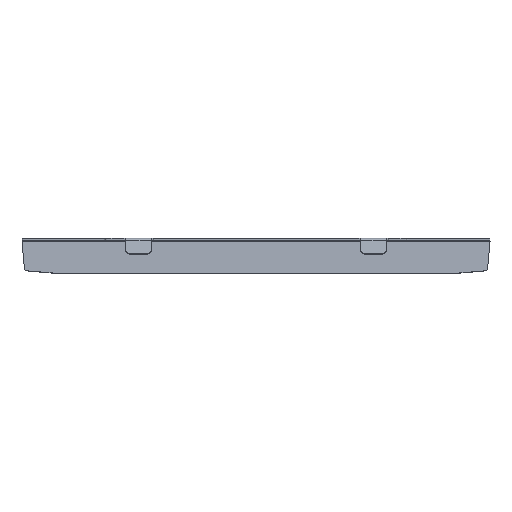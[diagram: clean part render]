
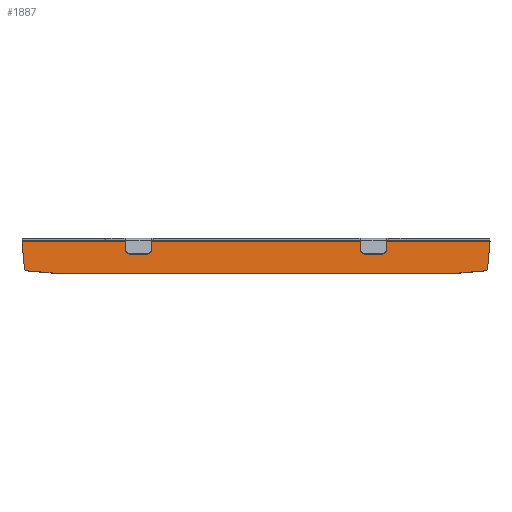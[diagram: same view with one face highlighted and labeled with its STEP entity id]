
A CAD part, front view. The second image highlights one B-rep face of the part: STEP entity #1887.
In plain terms, the highlighted planar face has unit normal (0, -0.996, 0.087).
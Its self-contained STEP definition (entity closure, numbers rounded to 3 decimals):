
#5 = VECTOR ( 'NONE', #786, 1000. ) ;
#64 = CIRCLE ( 'NONE', #206, 2. ) ;
#78 = DIRECTION ( 'NONE',  ( -0.996, -0.008, -0.087 ) ) ;
#92 = DIRECTION ( 'NONE',  ( 0., -0.996, 0.087 ) ) ;
#95 = VERTEX_POINT ( 'NONE', #1687 ) ;
#101 = CARTESIAN_POINT ( 'NONE',  ( -3.792, 8.928, -44.199 ) ) ;
#118 = LINE ( 'NONE', #101, #1873 ) ;
#148 = AXIS2_PLACEMENT_3D ( 'NONE', #1950, #661, #850 ) ;
#150 = VECTOR ( 'NONE', #2233, 1000. ) ;
#158 = FACE_OUTER_BOUND ( 'NONE', #607, .T. ) ;
#185 = CIRCLE ( 'NONE', #2354, 2. ) ;
#200 = CARTESIAN_POINT ( 'NONE',  ( -199.1, 12.568, -2.587 ) ) ;
#206 = AXIS2_PLACEMENT_3D ( 'NONE', #1548, #2296, #417 ) ;
#247 = VECTOR ( 'NONE', #2066, 1000. ) ;
#268 = VERTEX_POINT ( 'NONE', #757 ) ;
#331 = DIRECTION ( 'NONE',  ( 0., -0.996, 0.087 ) ) ;
#335 = VERTEX_POINT ( 'NONE', #2063 ) ;
#406 = VERTEX_POINT ( 'NONE', #2294 ) ;
#417 = DIRECTION ( 'NONE',  ( 0., -0.087, -0.996 ) ) ;
#439 = VERTEX_POINT ( 'NONE', #977 ) ;
#466 = ORIENTED_EDGE ( 'NONE', *, *, #2319, .T. ) ;
#539 = ORIENTED_EDGE ( 'NONE', *, *, #1154, .F. ) ;
#574 = EDGE_CURVE ( 'NONE', #268, #1419, #185, .T. ) ;
#594 = AXIS2_PLACEMENT_3D ( 'NONE', #664, #92, #1761 ) ;
#607 = EDGE_LOOP ( 'NONE', ( #1549, #1827, #2376, #1309, #1567, #2118, #539, #466, #841, #734 ) ) ;
#628 = CIRCLE ( 'NONE', #1353, 2. ) ;
#661 = DIRECTION ( 'NONE',  ( 0., -0.996, 0.087 ) ) ;
#664 = CARTESIAN_POINT ( 'NONE',  ( 0., 12.706, -1.016 ) ) ;
#698 = CARTESIAN_POINT ( 'NONE',  ( -169.013, 10.362, -27.8 ) ) ;
#707 = DIRECTION ( 'NONE',  ( 0., -0.087, -0.996 ) ) ;
#733 = LINE ( 'NONE', #744, #247 ) ;
#734 = ORIENTED_EDGE ( 'NONE', *, *, #2209, .F. ) ;
#744 = CARTESIAN_POINT ( 'NONE',  ( 197.725, 11.198, -18.249 ) ) ;
#757 = CARTESIAN_POINT ( 'NONE',  ( -169.187, 10.189, -29.784 ) ) ;
#786 = DIRECTION ( 'NONE',  ( 1., 0., 0. ) ) ;
#841 = ORIENTED_EDGE ( 'NONE', *, *, #1311, .F. ) ;
#850 = DIRECTION ( 'NONE',  ( 0., -0.087, -0.996 ) ) ;
#874 = VERTEX_POINT ( 'NONE', #2244 ) ;
#875 = EDGE_CURVE ( 'NONE', #1347, #1419, #1737, .T. ) ;
#926 = CARTESIAN_POINT ( 'NONE',  ( 169.013, 10.188, -29.792 ) ) ;
#977 = CARTESIAN_POINT ( 'NONE',  ( -197.07, 10.546, -25.701 ) ) ;
#1019 = CARTESIAN_POINT ( 'NONE',  ( 197.07, 10.546, -25.701 ) ) ;
#1061 = CIRCLE ( 'NONE', #148, 2. ) ;
#1070 = DIRECTION ( 'NONE',  ( 0., -0.996, 0.087 ) ) ;
#1119 = LINE ( 'NONE', #200, #5 ) ;
#1147 = VERTEX_POINT ( 'NONE', #1019 ) ;
#1149 = VECTOR ( 'NONE', #1751, 1000. ) ;
#1154 = EDGE_CURVE ( 'NONE', #95, #335, #1434, .T. ) ;
#1190 = CARTESIAN_POINT ( 'NONE',  ( -197.725, 11.198, -18.249 ) ) ;
#1201 = EDGE_CURVE ( 'NONE', #1894, #268, #118, .T. ) ;
#1309 = ORIENTED_EDGE ( 'NONE', *, *, #574, .T. ) ;
#1311 = EDGE_CURVE ( 'NONE', #406, #1147, #733, .T. ) ;
#1347 = VERTEX_POINT ( 'NONE', #926 ) ;
#1353 = AXIS2_PLACEMENT_3D ( 'NONE', #2323, #331, #1796 ) ;
#1389 = CARTESIAN_POINT ( 'NONE',  ( 3.792, 8.928, -44.199 ) ) ;
#1418 = CARTESIAN_POINT ( 'NONE',  ( -195.252, 10.387, -27.513 ) ) ;
#1419 = VERTEX_POINT ( 'NONE', #1685 ) ;
#1434 = LINE ( 'NONE', #1389, #2228 ) ;
#1548 = CARTESIAN_POINT ( 'NONE',  ( -195.078, 10.561, -25.528 ) ) ;
#1549 = ORIENTED_EDGE ( 'NONE', *, *, #1660, .T. ) ;
#1567 = ORIENTED_EDGE ( 'NONE', *, *, #875, .F. ) ;
#1587 = DIRECTION ( 'NONE',  ( 0.996, -0.008, -0.087 ) ) ;
#1660 = EDGE_CURVE ( 'NONE', #874, #439, #2195, .T. ) ;
#1685 = CARTESIAN_POINT ( 'NONE',  ( -169.013, 10.188, -29.792 ) ) ;
#1687 = CARTESIAN_POINT ( 'NONE',  ( 195.252, 10.387, -27.513 ) ) ;
#1703 = EDGE_CURVE ( 'NONE', #439, #1894, #64, .T. ) ;
#1737 = LINE ( 'NONE', #2037, #150 ) ;
#1751 = DIRECTION ( 'NONE',  ( 0.087, -0.087, -0.992 ) ) ;
#1761 = DIRECTION ( 'NONE',  ( 0., -0.087, -0.996 ) ) ;
#1781 = PLANE ( 'NONE',  #594 ) ;
#1796 = DIRECTION ( 'NONE',  ( 0., -0.087, -0.996 ) ) ;
#1827 = ORIENTED_EDGE ( 'NONE', *, *, #1703, .T. ) ;
#1845 = EDGE_CURVE ( 'NONE', #1347, #335, #1061, .T. ) ;
#1873 = VECTOR ( 'NONE', #1587, 1000. ) ;
#1887 = ADVANCED_FACE ( 'NONE', ( #158 ), #1781, .T. ) ;
#1894 = VERTEX_POINT ( 'NONE', #1418 ) ;
#1950 = CARTESIAN_POINT ( 'NONE',  ( 169.013, 10.362, -27.8 ) ) ;
#2037 = CARTESIAN_POINT ( 'NONE',  ( -199.1, 10.188, -29.792 ) ) ;
#2063 = CARTESIAN_POINT ( 'NONE',  ( 169.187, 10.189, -29.784 ) ) ;
#2066 = DIRECTION ( 'NONE',  ( -0.087, -0.087, -0.992 ) ) ;
#2118 = ORIENTED_EDGE ( 'NONE', *, *, #1845, .T. ) ;
#2195 = LINE ( 'NONE', #1190, #1149 ) ;
#2209 = EDGE_CURVE ( 'NONE', #874, #406, #1119, .T. ) ;
#2228 = VECTOR ( 'NONE', #78, 1000. ) ;
#2233 = DIRECTION ( 'NONE',  ( -1., 0., 0. ) ) ;
#2244 = CARTESIAN_POINT ( 'NONE',  ( -199.1, 12.568, -2.587 ) ) ;
#2294 = CARTESIAN_POINT ( 'NONE',  ( 199.1, 12.568, -2.587 ) ) ;
#2296 = DIRECTION ( 'NONE',  ( 0., -0.996, 0.087 ) ) ;
#2319 = EDGE_CURVE ( 'NONE', #95, #1147, #628, .T. ) ;
#2323 = CARTESIAN_POINT ( 'NONE',  ( 195.078, 10.561, -25.528 ) ) ;
#2354 = AXIS2_PLACEMENT_3D ( 'NONE', #698, #1070, #707 ) ;
#2376 = ORIENTED_EDGE ( 'NONE', *, *, #1201, .T. ) ;
